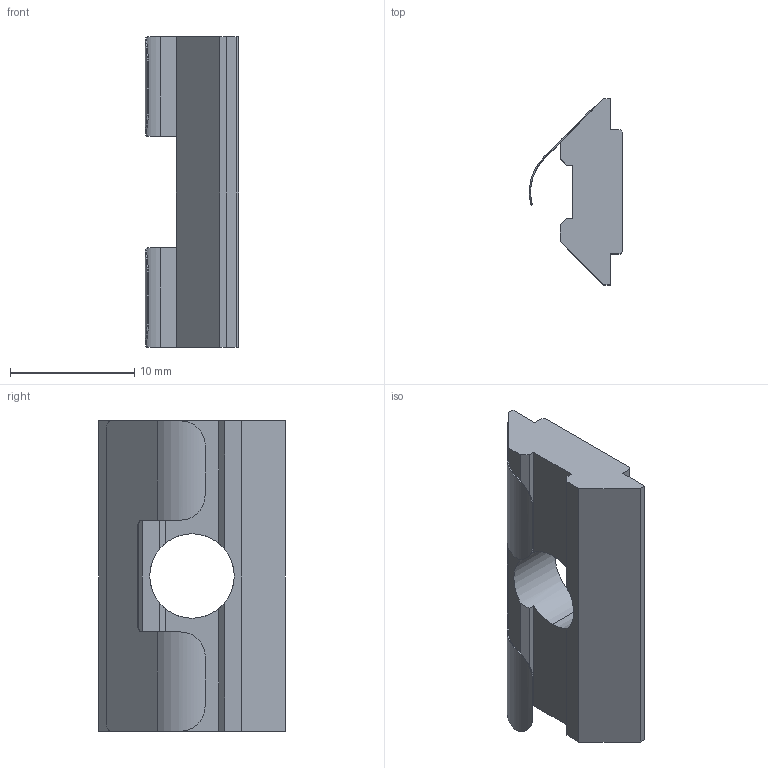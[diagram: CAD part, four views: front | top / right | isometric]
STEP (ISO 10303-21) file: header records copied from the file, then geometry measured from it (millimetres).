
FILE_DESCRIPTION(('Creo Elements/Direct Modeling STEP Export'),'2;1');
FILE_NAME('44.0100.8_Nutenstein-MMS-44_M8-Federrücken.stp','2022-03-21T 9:03:34',(''),(''),'PTC Creo Elements/Direct Modeling STEP processor for AP214 (Solid Model)','PTC Creo Elements/Direct Modeling 19.0C 15-Aug-2015 (C) Parametric Technology GmbH','');
FILE_SCHEMA(('AUTOMOTIVE_DESIGN { 1 0 10303 214 1 1 1 1 }'));
Length unit declared in the file: millimetre
Products named in the file (3): Nutensteinkorpus-MMS-44_M8-Federrücken_306192_PX175704; Federnase-rund_t-0.1mm_311252_PX175695; Nutenstein-MMS-44_M8-Federrücken_44.0100.8_PX175705
Assembly tree (2 placements, depth 2):
  Nutenstein-MMS-44_M8-Federrücken_44.0100.8_PX175705
    Federnase-rund_t-0.1mm_311252_PX175695
    Nutensteinkorpus-MMS-44_M8-Federrücken_306192_PX175704
Bounding box: 7.5 x 15 x 25 mm (x, y, z)
Volume: 1192 mm3; surface area: 1424.6 mm2
Topology: 2 solids, 2 shells, 51 faces, 142 edges, 94 vertices
Faces by surface type: plane 35, cylinder 14, cone 2
Entity records: 2352 total; most frequent: CARTESIAN_POINT 1001, ORIENTED_EDGE 284, DIRECTION 238, EDGE_CURVE 142, VECTOR 96, LINE 96, VERTEX_POINT 94, AXIS2_PLACEMENT_3D 71
